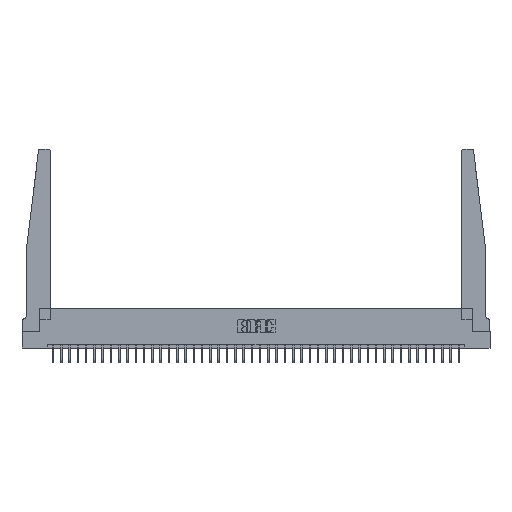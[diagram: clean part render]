
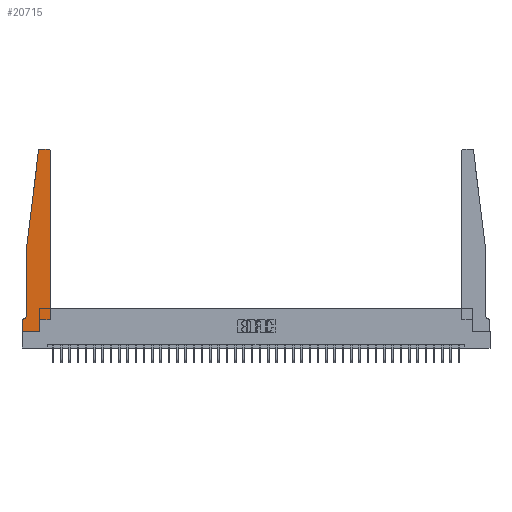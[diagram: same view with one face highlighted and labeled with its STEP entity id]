
A CAD part, top view. The second image highlights one B-rep face of the part: STEP entity #20715.
In plain terms, the highlighted planar face has unit normal (0, 0, 1).
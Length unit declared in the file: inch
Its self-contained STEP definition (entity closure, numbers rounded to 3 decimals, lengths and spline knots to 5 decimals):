
#577 = CARTESIAN_POINT ( 'NONE',  ( 0.25, 2.75, 0.37 ) ) ;
#707 = CARTESIAN_POINT ( 'NONE',  ( 0.015, 0.1875, 0.37 ) ) ;
#1259 = CARTESIAN_POINT ( 'NONE',  ( 0.425, 2.72, 0.37 ) ) ;
#1316 = CARTESIAN_POINT ( 'NONE',  ( 0.24675, 2.72367, 0.37 ) ) ;
#1774 = LINE ( 'NONE', #17349, #4592 ) ;
#2071 = LINE ( 'NONE', #9125, #36216 ) ;
#2128 = ORIENTED_EDGE ( 'NONE', *, *, #25587, .T. ) ;
#2277 = CARTESIAN_POINT ( 'NONE',  ( 0.015, 0.2375, 0.37 ) ) ;
#3159 = CARTESIAN_POINT ( 'NONE',  ( 0.2605, 0., 0.37 ) ) ;
#3489 = VERTEX_POINT ( 'NONE', #28663 ) ;
#3780 = VERTEX_POINT ( 'NONE', #31609 ) ;
#3977 = LINE ( 'NONE', #577, #13167 ) ;
#4359 = CARTESIAN_POINT ( 'NONE',  ( 0.395, 2.72, 0.37 ) ) ;
#4592 = VECTOR ( 'NONE', #31964, 39.37008 ) ;
#4994 = EDGE_CURVE ( 'NONE', #12149, #24368, #19704, .T. ) ;
#6112 = CIRCLE ( 'NONE', #31064, 0.03 ) ;
#6660 = VERTEX_POINT ( 'NONE', #28564 ) ;
#7241 = DIRECTION ( 'NONE',  ( 1., 0., 0. ) ) ;
#7834 = CARTESIAN_POINT ( 'NONE',  ( 0.425, 0.18, 0.37 ) ) ;
#8265 = DIRECTION ( 'NONE',  ( -1., 0., 0. ) ) ;
#8412 = VERTEX_POINT ( 'NONE', #707 ) ;
#8686 = DIRECTION ( 'NONE',  ( 0., 0., 1. ) ) ;
#9107 = DIRECTION ( 'NONE',  ( 1., 0., 0. ) ) ;
#9125 = CARTESIAN_POINT ( 'NONE',  ( 0.425, 0.18, 0.37 ) ) ;
#9406 = AXIS2_PLACEMENT_3D ( 'NONE', #4359, #24536, #10054 ) ;
#10054 = DIRECTION ( 'NONE',  ( 1., 0., 0. ) ) ;
#10251 = PLANE ( 'NONE',  #32942 ) ;
#10374 = LINE ( 'NONE', #28635, #14926 ) ;
#10813 = CARTESIAN_POINT ( 'NONE',  ( 0.425, 0.18, 0.37 ) ) ;
#12149 = VERTEX_POINT ( 'NONE', #18943 ) ;
#12391 = VECTOR ( 'NONE', #29995, 39.37008 ) ;
#13137 = EDGE_CURVE ( 'NONE', #28775, #29764, #28083, .T. ) ;
#13167 = VECTOR ( 'NONE', #15391, 39.37008 ) ;
#13268 = CARTESIAN_POINT ( 'NONE',  ( 0.27653, 2.75, 0.37 ) ) ;
#13269 = CARTESIAN_POINT ( 'NONE',  ( 0., 0., 0.37 ) ) ;
#13666 = EDGE_CURVE ( 'NONE', #17618, #37132, #27070, .T. ) ;
#13946 = VERTEX_POINT ( 'NONE', #1259 ) ;
#13976 = ORIENTED_EDGE ( 'NONE', *, *, #26886, .T. ) ;
#14078 = EDGE_CURVE ( 'NONE', #6660, #8412, #14592, .T. ) ;
#14592 = CIRCLE ( 'NONE', #18878, 0.05 ) ;
#14737 = CARTESIAN_POINT ( 'NONE',  ( 0.065, 1.25, 0.37 ) ) ;
#14926 = VECTOR ( 'NONE', #19788, 39.37008 ) ;
#15112 = DIRECTION ( 'NONE',  ( 0., 1., 0. ) ) ;
#15311 = EDGE_CURVE ( 'NONE', #29764, #13946, #2071, .T. ) ;
#15391 = DIRECTION ( 'NONE',  ( -1., 0., 0. ) ) ;
#16580 = DIRECTION ( 'NONE',  ( 1., 0., 0. ) ) ;
#17015 = LINE ( 'NONE', #34466, #33200 ) ;
#17349 = CARTESIAN_POINT ( 'NONE',  ( 0.065, 0.1875, 0.37 ) ) ;
#17618 = VERTEX_POINT ( 'NONE', #1316 ) ;
#17857 = VECTOR ( 'NONE', #34826, 39.37008 ) ;
#18868 = EDGE_CURVE ( 'NONE', #37132, #6660, #17015, .T. ) ;
#18878 = AXIS2_PLACEMENT_3D ( 'NONE', #2277, #19362, #8265 ) ;
#18943 = CARTESIAN_POINT ( 'NONE',  ( 0., 0., 0.37 ) ) ;
#19362 = DIRECTION ( 'NONE',  ( 0., 0., -1. ) ) ;
#19704 = LINE ( 'NONE', #31345, #34993 ) ;
#19788 = DIRECTION ( 'NONE',  ( 0., 1., 0. ) ) ;
#20273 = EDGE_LOOP ( 'NONE', ( #23833, #13976, #30224, #29390, #36744, #21737, #25190, #38040, #2128, #35627, #36250, #36066 ) ) ;
#20660 = CARTESIAN_POINT ( 'NONE',  ( 0.2605, 0.18, 0.37 ) ) ;
#20715 = ADVANCED_FACE ( 'NONE', ( #27085 ), #10251, .T. ) ;
#20854 = DIRECTION ( 'NONE',  ( 0., 0., 1. ) ) ;
#21737 = ORIENTED_EDGE ( 'NONE', *, *, #28780, .T. ) ;
#23646 = EDGE_CURVE ( 'NONE', #3489, #12149, #29132, .T. ) ;
#23833 = ORIENTED_EDGE ( 'NONE', *, *, #24495, .T. ) ;
#24368 = VERTEX_POINT ( 'NONE', #3159 ) ;
#24495 = EDGE_CURVE ( 'NONE', #3780, #32542, #3977, .T. ) ;
#24536 = DIRECTION ( 'NONE',  ( 0., 0., 1. ) ) ;
#24609 = CARTESIAN_POINT ( 'NONE',  ( 0.065, 1.25, 0.37 ) ) ;
#25190 = ORIENTED_EDGE ( 'NONE', *, *, #23646, .T. ) ;
#25587 = EDGE_CURVE ( 'NONE', #24368, #28775, #10374, .T. ) ;
#26687 = CARTESIAN_POINT ( 'NONE',  ( 0.27653, 2.72, 0.37 ) ) ;
#26886 = EDGE_CURVE ( 'NONE', #32542, #17618, #6112, .T. ) ;
#27070 = LINE ( 'NONE', #24609, #17857 ) ;
#27085 = FACE_OUTER_BOUND ( 'NONE', #20273, .T. ) ;
#28083 = LINE ( 'NONE', #10813, #12391 ) ;
#28564 = CARTESIAN_POINT ( 'NONE',  ( 0.065, 0.2375, 0.37 ) ) ;
#28579 = VECTOR ( 'NONE', #30817, 39.37008 ) ;
#28635 = CARTESIAN_POINT ( 'NONE',  ( 0.2605, 0.18, 0.37 ) ) ;
#28663 = CARTESIAN_POINT ( 'NONE',  ( 0., 0.1875, 0.37 ) ) ;
#28775 = VERTEX_POINT ( 'NONE', #20660 ) ;
#28780 = EDGE_CURVE ( 'NONE', #8412, #3489, #1774, .T. ) ;
#28793 = DIRECTION ( 'NONE',  ( 0., -1., 0. ) ) ;
#29019 = EDGE_CURVE ( 'NONE', #13946, #3780, #30349, .T. ) ;
#29132 = LINE ( 'NONE', #13269, #28579 ) ;
#29390 = ORIENTED_EDGE ( 'NONE', *, *, #18868, .T. ) ;
#29764 = VERTEX_POINT ( 'NONE', #7834 ) ;
#29995 = DIRECTION ( 'NONE',  ( 1., 0., 0. ) ) ;
#30224 = ORIENTED_EDGE ( 'NONE', *, *, #13666, .T. ) ;
#30349 = CIRCLE ( 'NONE', #9406, 0.03 ) ;
#30817 = DIRECTION ( 'NONE',  ( 0., -1., 0. ) ) ;
#31064 = AXIS2_PLACEMENT_3D ( 'NONE', #26687, #20854, #9107 ) ;
#31345 = CARTESIAN_POINT ( 'NONE',  ( 0., 0., 0.37 ) ) ;
#31609 = CARTESIAN_POINT ( 'NONE',  ( 0.395, 2.75, 0.37 ) ) ;
#31964 = DIRECTION ( 'NONE',  ( -1., 0., 0. ) ) ;
#32542 = VERTEX_POINT ( 'NONE', #13268 ) ;
#32942 = AXIS2_PLACEMENT_3D ( 'NONE', #33430, #8686, #7241 ) ;
#33200 = VECTOR ( 'NONE', #28793, 39.37008 ) ;
#33430 = CARTESIAN_POINT ( 'NONE',  ( 0., 0.1875, 0.37 ) ) ;
#34466 = CARTESIAN_POINT ( 'NONE',  ( 0.065, 1.25, 0.37 ) ) ;
#34826 = DIRECTION ( 'NONE',  ( -0.122, -0.992, 0. ) ) ;
#34993 = VECTOR ( 'NONE', #16580, 39.37008 ) ;
#35627 = ORIENTED_EDGE ( 'NONE', *, *, #13137, .T. ) ;
#36066 = ORIENTED_EDGE ( 'NONE', *, *, #29019, .T. ) ;
#36216 = VECTOR ( 'NONE', #15112, 39.37008 ) ;
#36250 = ORIENTED_EDGE ( 'NONE', *, *, #15311, .T. ) ;
#36744 = ORIENTED_EDGE ( 'NONE', *, *, #14078, .T. ) ;
#37132 = VERTEX_POINT ( 'NONE', #14737 ) ;
#38040 = ORIENTED_EDGE ( 'NONE', *, *, #4994, .T. ) ;
